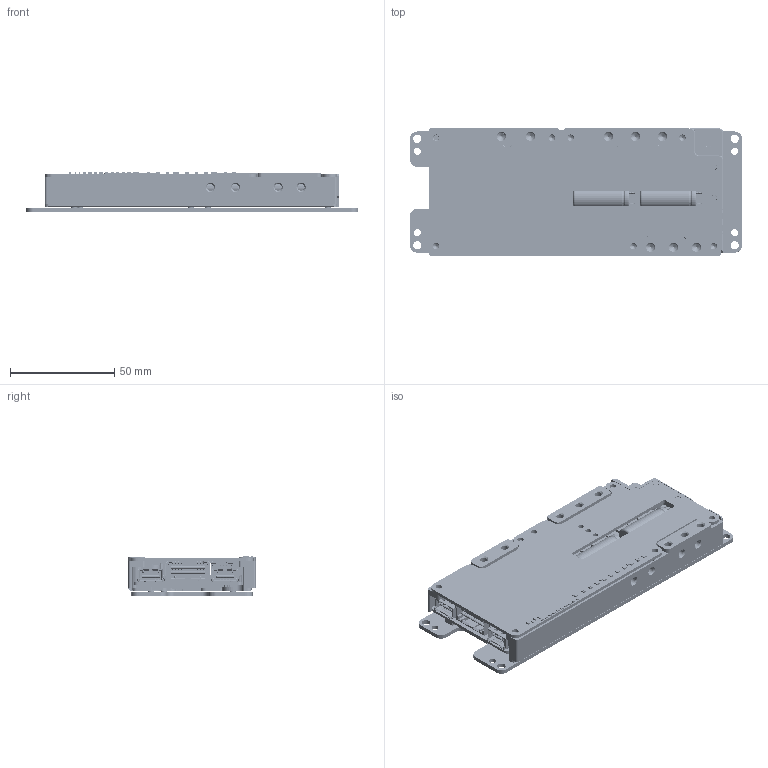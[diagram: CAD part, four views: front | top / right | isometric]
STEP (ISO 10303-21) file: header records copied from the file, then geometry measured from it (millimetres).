
FILE_DESCRIPTION(/* description */ (''),/* implementation_level */ '2;1');
FILE_NAME(/* name */ 'bms1-hd2 - public v2.step',/* time_stamp */ '2022-09-07T09:15:16+02:00',/* author */ (''),/* organization */ (''),/* preprocessor_version */ 'ST-DEVELOPER v19',/* originating_system */ 'Autodesk Translation Framework v11.7.0.108',/* authorisation */ '');
FILE_SCHEMA (('AUTOMOTIVE_DESIGN { 1 0 10303 214 3 1 1 }'));
Products named in the file (86): bms1-hd2 - public; bms1_hd2 - assembly v27; BMS1_BAT; BMS1_DCHG; bms1-hd2 v10; LFPE2801 v2; LFPE1901 v5; bms1-hd2 - bare v16; PCB Component; Board; PG-TDSON-8; R2512-SENSE; 0603; DO-214AA; 1206; ELCAP_10X25_HORIZONTAL; PG-SOT23; SOD123F; R2920; 2512; SOT23-5; MSOP-8; LOGO; SOIC-8; ACT45B; PG-SOT323; SMD-JUMPER_0402; SO04; ELCAP_8X11,5_HORIZONTAL; NET-TIE; 0805; SOT-89; LPD5030; SOD-123H; LED-0603; SOT223; SOD323; LQFP48; 3225_XTAL; EPSON_MC146 ...
Assembly tree (925 placements, depth 6):
  bms1-hd2 - public
    bms1_hd2 - assembly v27
      BMS1_BAT
      BMS1_DCHG
      bms1-hd2 v10
        LFPE2801 v2  x21
        LFPE1901 v5
        bms1-hd2 - bare v16
          PCB Component
            Board
            PG-TDSON-8  x25
            R2512-SENSE  x14
            0603  x244
            DO-214AA  x3
            1206  x34
            ELCAP_10X25_HORIZONTAL  x2
            PG-SOT23  x18
            SOD123F  x32
            R2920
            2512  x2
            SOT23-5  x4
            MSOP-8  x2
            LOGO
            SOIC-8  x3
            ACT45B
            PG-SOT323
            SMD-JUMPER_0402  x5
            SO04
            ELCAP_8X11,5_HORIZONTAL
            NET-TIE
            0805  x4
            SOT-89  x2
            LPD5030
            SOD-123H  x2
            LED-0603  x2
            SOT223
            SOD323  x6
            LQFP48
            3225_XTAL
            EPSON_MC146
            SMD-JUMPER_0402-TIE
            1-3MM-FIDUCIAL_STENCIL  x6
            SWD-4PIN_2MM
            LFPE1901
            CLIK-MATE-5025850670  x2
            LFPE2801  x21
            1812  x2
            SOT669
            DO-214AC
            MOLEX_BOARD-IN_4PIN
            610X0621121
        Capacitor 10x25 v3  x2
        5025850670 click-mate 6-pin SMD v1  x2
      BMS1_CHG
      bms1-hd1_bsx v7
        2132282210 click-mate 22-pin SMD dual-row v1
        2132260430 click-mate 4-pin SMD v1
        bms1-hd2_bsx - bare v7
          PCB Component (1)
            Board (1)
Bounding box: 159 x 61 x 19.1 mm (x, y, z)
Volume: 80552.5 mm3; surface area: 98034.1 mm2
Topology: 891 solids, 891 shells, 8703 faces, 20281 edges, 13371 vertices
Faces by surface type: plane 7541, cylinder 812, cone 204, bspline 113, torus 20, sphere 13
Full cylindrical faces by diameter (mm): 1.85 x4, 2.35 x70, 2.529 x31, 2.7 x3, 3 x84, 3.086 x1, 3.1 x24, 3.2 x1, 3.332 x22, 3.6 x6, 4 x25, 4.2 x21, 6.5 x6, 7 x21, 7.4 x2, 10.5 x4
Entity records: 107627 total; most frequent: CARTESIAN_POINT 22147, DIRECTION 17168, ORIENTED_EDGE 16434, EDGE_CURVE 8217, LINE 6884, VECTOR 6884, VERTEX_POINT 5391, AXIS2_PLACEMENT_3D 5142
